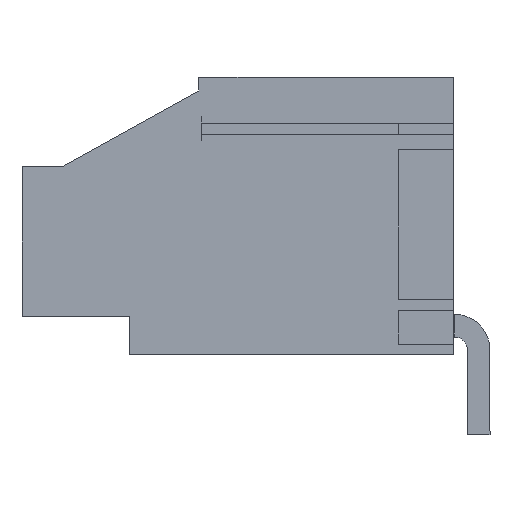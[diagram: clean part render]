
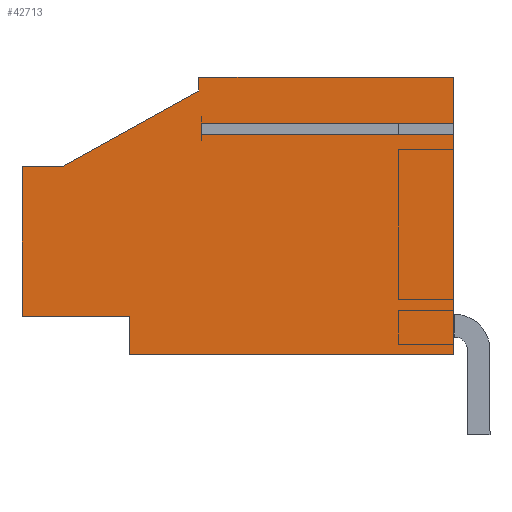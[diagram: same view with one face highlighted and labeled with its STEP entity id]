
A CAD part, left-side view. The second image highlights one B-rep face of the part: STEP entity #42713.
In plain terms, the highlighted planar face has unit normal (-1, 0, 0).
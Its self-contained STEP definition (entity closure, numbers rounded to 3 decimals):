
#42677=AXIS2_PLACEMENT_3D('Plane Axis2P3D',#42674,#42675,#42676) ;
#42259=CARTESIAN_POINT('Vertex',(-76.2,18.57,11.963)) ;
#42266=CARTESIAN_POINT('Vertex',(-76.2,18.57,6.022)) ;
#42269=CARTESIAN_POINT('Line Origine',(-76.2,18.57,8.992)) ;
#42302=CARTESIAN_POINT('Vertex',(-76.2,16.958,11.963)) ;
#42305=CARTESIAN_POINT('Line Origine',(-76.2,17.764,11.963)) ;
#42326=CARTESIAN_POINT('Vertex',(-76.2,11.55,14.961)) ;
#42329=CARTESIAN_POINT('Line Origine',(-76.2,14.254,13.462)) ;
#42353=CARTESIAN_POINT('Line Origine',(-76.2,11.55,15.239)) ;
#42357=CARTESIAN_POINT('Vertex',(-76.2,11.55,15.517)) ;
#42377=CARTESIAN_POINT('Line Origine',(-76.2,6.5,15.517)) ;
#42381=CARTESIAN_POINT('Vertex',(-76.2,1.45,15.517)) ;
#42419=CARTESIAN_POINT('Vertex',(-76.2,1.45,13.692)) ;
#42461=CARTESIAN_POINT('Vertex',(-76.2,1.45,13.242)) ;
#42464=CARTESIAN_POINT('Line Origine',(-76.2,1.45,8.879)) ;
#42468=CARTESIAN_POINT('Vertex',(-76.2,1.45,4.517)) ;
#42476=CARTESIAN_POINT('Line Origine',(-76.2,1.45,14.604)) ;
#42567=CARTESIAN_POINT('Vertex',(-76.2,14.3,4.517)) ;
#42585=CARTESIAN_POINT('Line Origine',(-76.2,7.875,4.517)) ;
#42618=CARTESIAN_POINT('Vertex',(-76.2,14.3,6.022)) ;
#42621=CARTESIAN_POINT('Line Origine',(-76.2,14.3,5.269)) ;
#42662=CARTESIAN_POINT('Line Origine',(-76.2,16.435,6.022)) ;
#42674=CARTESIAN_POINT('Axis2P3D Location',(-76.2,10.01,10.017)) ;
#42679=CARTESIAN_POINT('Line Origine',(-76.2,6.45,13.242)) ;
#42683=CARTESIAN_POINT('Vertex',(-76.2,11.45,13.242)) ;
#42686=CARTESIAN_POINT('Line Origine',(-76.2,11.45,13.467)) ;
#42690=CARTESIAN_POINT('Vertex',(-76.2,11.45,13.692)) ;
#42693=CARTESIAN_POINT('Line Origine',(-76.2,6.45,13.692)) ;
#42270=DIRECTION('Vector Direction',(0.,0.,1.)) ;
#42306=DIRECTION('Vector Direction',(0.,-1.,0.)) ;
#42330=DIRECTION('Vector Direction',(0.,-0.875,0.485)) ;
#42354=DIRECTION('Vector Direction',(0.,0.,-1.)) ;
#42378=DIRECTION('Vector Direction',(0.,1.,0.)) ;
#42465=DIRECTION('Vector Direction',(0.,0.,1.)) ;
#42477=DIRECTION('Vector Direction',(0.,0.,1.)) ;
#42586=DIRECTION('Vector Direction',(0.,1.,0.)) ;
#42622=DIRECTION('Vector Direction',(0.,0.,1.)) ;
#42663=DIRECTION('Vector Direction',(0.,-1.,0.)) ;
#42675=DIRECTION('Axis2P3D Direction',(-1.,0.,0.)) ;
#42676=DIRECTION('Axis2P3D XDirection',(0.,0.,1.)) ;
#42680=DIRECTION('Vector Direction',(0.,1.,0.)) ;
#42687=DIRECTION('Vector Direction',(0.,0.,1.)) ;
#42694=DIRECTION('Vector Direction',(0.,1.,0.)) ;
#42271=VECTOR('Line Direction',#42270,1.) ;
#42307=VECTOR('Line Direction',#42306,1.) ;
#42331=VECTOR('Line Direction',#42330,1.) ;
#42355=VECTOR('Line Direction',#42354,1.) ;
#42379=VECTOR('Line Direction',#42378,1.) ;
#42466=VECTOR('Line Direction',#42465,1.) ;
#42478=VECTOR('Line Direction',#42477,1.) ;
#42587=VECTOR('Line Direction',#42586,1.) ;
#42623=VECTOR('Line Direction',#42622,1.) ;
#42664=VECTOR('Line Direction',#42663,1.) ;
#42681=VECTOR('Line Direction',#42680,1.) ;
#42688=VECTOR('Line Direction',#42687,1.) ;
#42695=VECTOR('Line Direction',#42694,1.) ;
#42699=ORIENTED_EDGE('',*,*,#42480,.T.) ;
#42700=ORIENTED_EDGE('',*,*,#42383,.T.) ;
#42701=ORIENTED_EDGE('',*,*,#42359,.T.) ;
#42702=ORIENTED_EDGE('',*,*,#42333,.F.) ;
#42703=ORIENTED_EDGE('',*,*,#42309,.F.) ;
#42704=ORIENTED_EDGE('',*,*,#42273,.F.) ;
#42705=ORIENTED_EDGE('',*,*,#42666,.T.) ;
#42706=ORIENTED_EDGE('',*,*,#42625,.F.) ;
#42707=ORIENTED_EDGE('',*,*,#42589,.F.) ;
#42708=ORIENTED_EDGE('',*,*,#42470,.T.) ;
#42709=ORIENTED_EDGE('',*,*,#42685,.T.) ;
#42710=ORIENTED_EDGE('',*,*,#42692,.T.) ;
#42711=ORIENTED_EDGE('',*,*,#42697,.F.) ;
#42713=ADVANCED_FACE('20',(#42712),#42678,.T.) ;
#42273=EDGE_CURVE('',#42267,#42260,#42272,.T.) ;
#42309=EDGE_CURVE('',#42260,#42303,#42308,.T.) ;
#42333=EDGE_CURVE('',#42303,#42327,#42332,.T.) ;
#42359=EDGE_CURVE('',#42358,#42327,#42356,.T.) ;
#42383=EDGE_CURVE('',#42382,#42358,#42380,.T.) ;
#42470=EDGE_CURVE('',#42469,#42462,#42467,.T.) ;
#42480=EDGE_CURVE('',#42420,#42382,#42479,.T.) ;
#42589=EDGE_CURVE('',#42469,#42568,#42588,.T.) ;
#42625=EDGE_CURVE('',#42568,#42619,#42624,.T.) ;
#42666=EDGE_CURVE('',#42267,#42619,#42665,.T.) ;
#42685=EDGE_CURVE('',#42462,#42684,#42682,.T.) ;
#42692=EDGE_CURVE('',#42684,#42691,#42689,.T.) ;
#42697=EDGE_CURVE('',#42420,#42691,#42696,.T.) ;
#42698=EDGE_LOOP('',(#42699,#42700,#42701,#42702,#42703,#42704,#42705,#42706,#42707,#42708,#42709,#42710,#42711)) ;
#42712=FACE_OUTER_BOUND('',#42698,.T.) ;
#42272=LINE('Line',#42269,#42271) ;
#42308=LINE('Line',#42305,#42307) ;
#42332=LINE('Line',#42329,#42331) ;
#42356=LINE('Line',#42353,#42355) ;
#42380=LINE('Line',#42377,#42379) ;
#42467=LINE('Line',#42464,#42466) ;
#42479=LINE('Line',#42476,#42478) ;
#42588=LINE('Line',#42585,#42587) ;
#42624=LINE('Line',#42621,#42623) ;
#42665=LINE('Line',#42662,#42664) ;
#42682=LINE('Line',#42679,#42681) ;
#42689=LINE('Line',#42686,#42688) ;
#42696=LINE('Line',#42693,#42695) ;
#42678=PLANE('',#42677) ;
#42260=VERTEX_POINT('',#42259) ;
#42267=VERTEX_POINT('',#42266) ;
#42303=VERTEX_POINT('',#42302) ;
#42327=VERTEX_POINT('',#42326) ;
#42358=VERTEX_POINT('',#42357) ;
#42382=VERTEX_POINT('',#42381) ;
#42420=VERTEX_POINT('',#42419) ;
#42462=VERTEX_POINT('',#42461) ;
#42469=VERTEX_POINT('',#42468) ;
#42568=VERTEX_POINT('',#42567) ;
#42619=VERTEX_POINT('',#42618) ;
#42684=VERTEX_POINT('',#42683) ;
#42691=VERTEX_POINT('',#42690) ;
